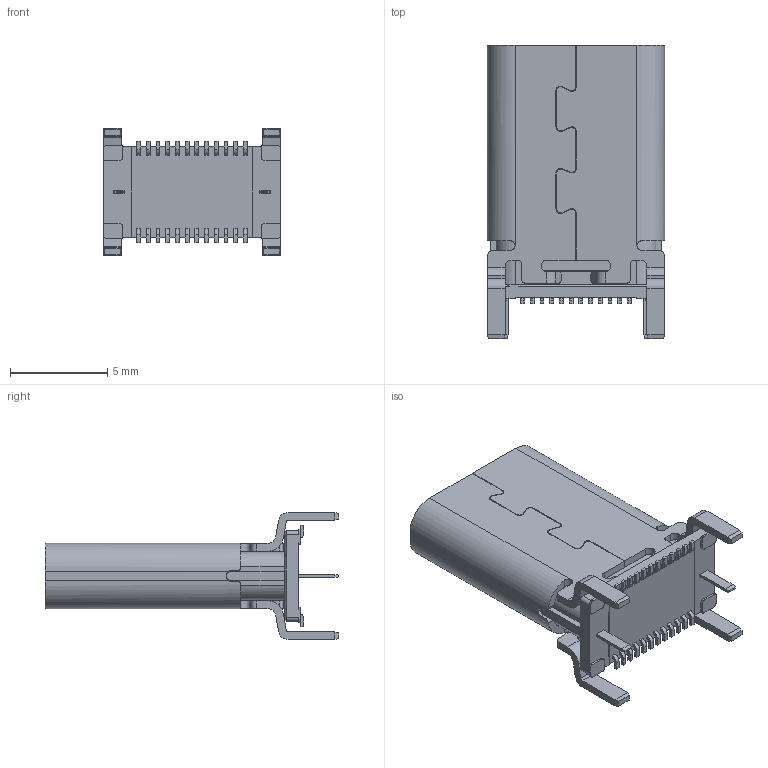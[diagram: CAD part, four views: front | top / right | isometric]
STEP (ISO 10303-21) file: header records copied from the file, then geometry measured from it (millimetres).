
FILE_DESCRIPTION (( 'STEP AP214' ), '1' );
FILE_NAME ('CUI_DEVICES_UJ40-C-V-G-SMT-TR.step', '2023-05-03T20:31:27', ( '' ), ( '' ), 'SwSTEP 2.0', 'SolidWorks 2023', '' );
FILE_SCHEMA (( 'AUTOMOTIVE_DESIGN' ));
Length unit declared in the file: inch
Products named in the file (1): CUI_DEVICES_UJ40-C-V-G-SMT-TR
Bounding box: 9.15 x 15.1 x 6.54 mm (x, y, z)
Volume: 303.7 mm3; surface area: 974.3 mm2
Topology: 1 solids, 91 shells, 1347 faces, 3300 edges, 2159 vertices
Faces by surface type: plane 971, cylinder 330, cone 34, torus 12
Entity records: 39934 total; most frequent: CARTESIAN_POINT 8478, ORIENTED_EDGE 6600, DIRECTION 6126, EDGE_CURVE 3300, LINE 2516, VECTOR 2516, VERTEX_POINT 2159, AXIS2_PLACEMENT_3D 1805
